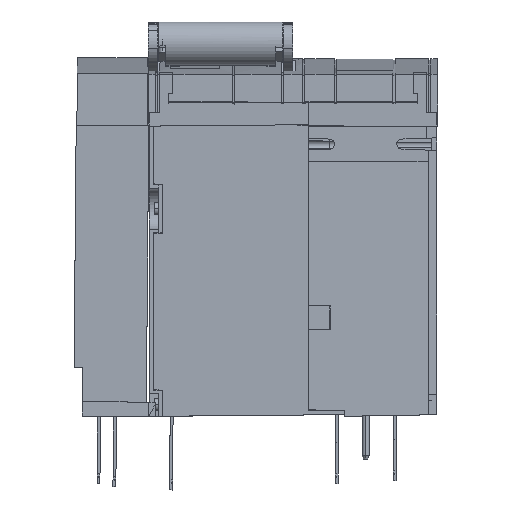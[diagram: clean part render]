
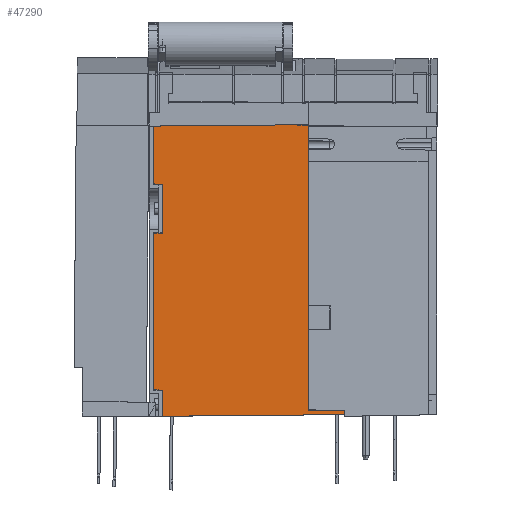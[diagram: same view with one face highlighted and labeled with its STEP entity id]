
A CAD part, left-side view. The second image highlights one B-rep face of the part: STEP entity #47290.
In plain terms, the highlighted planar face has unit normal (-1, 0, 0).
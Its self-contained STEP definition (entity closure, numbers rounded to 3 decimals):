
#46774=DIRECTION('',(0.,0.,1.));
#46775=VECTOR('',#46774,33.516);
#46776=CARTESIAN_POINT('',(-40.898,-122.203,
-13.938));
#46777=LINE('',#46776,#46775);
#46781=DIRECTION('',(0.,0.999,0.052));
#46782=VECTOR('',#46781,6.008);
#46783=CARTESIAN_POINT('',(-40.898,-122.203,
19.578));
#46784=LINE('',#46783,#46782);
#46788=DIRECTION('',(0.,0.,1.));
#46789=VECTOR('',#46788,39.909);
#46790=CARTESIAN_POINT('',(-40.898,-116.203,
19.893));
#46791=LINE('',#46790,#46789);
#46795=DIRECTION('',(0.,-1.,0.));
#46796=VECTOR('',#46795,4.2);
#46797=CARTESIAN_POINT('',(-40.898,-116.203,
59.802));
#46798=LINE('',#46797,#46796);
#46802=DIRECTION('',(0.,-1.,0.009));
#46803=VECTOR('',#46802,102.304);
#46804=CARTESIAN_POINT('',(-40.898,-120.403,
59.803));
#46805=LINE('',#46804,#46803);
#46809=DIRECTION('',(0.,0.,-1.));
#46810=VECTOR('',#46809,196.897);
#46811=CARTESIAN_POINT('',(-40.898,-222.703,
60.697));
#46812=LINE('',#46811,#46810);
#46816=DIRECTION('',(0.,-1.,
0.));
#46817=VECTOR('',#46816,25.);
#46818=CARTESIAN_POINT('',(-40.897,-222.703,
-136.2));
#46819=LINE('',#46818,#46817);
#46823=DIRECTION('',(0.,0.,-1.));
#46824=VECTOR('',#46823,2.853);
#46825=CARTESIAN_POINT('',(-40.897,-247.703,-136.2));
#46826=LINE('',#46825,#46824);
#46830=DIRECTION('',(0.,1.,-0.009));
#46831=VECTOR('',#46830,125.505);
#46832=CARTESIAN_POINT('',(-40.897,-247.703,
-139.053));
#46833=LINE('',#46832,#46831);
#46837=DIRECTION('',(0.,0.,1.));
#46838=VECTOR('',#46837,17.947);
#46839=CARTESIAN_POINT('',(-40.897,-122.203,
-140.147));
#46840=LINE('',#46839,#46838);
#46844=DIRECTION('',(0.,0.999,0.052));
#46845=VECTOR('',#46844,6.008);
#46846=CARTESIAN_POINT('',(-40.897,-122.203,
-122.2));
#46847=LINE('',#46846,#46845);
#46851=DIRECTION('',(0.,0.,1.));
#46852=VECTOR('',#46851,107.633);
#46853=CARTESIAN_POINT('',(-40.897,-116.203,
-121.886));
#46854=LINE('',#46853,#46852);
#46858=DIRECTION('',(0.,-0.999,0.052));
#46859=VECTOR('',#46858,6.008);
#46860=CARTESIAN_POINT('',(-40.898,-116.203,
-14.252));
#46861=LINE('',#46860,#46859);
#47175=CARTESIAN_POINT('',(-40.898,-122.203,
-13.938));
#47176=CARTESIAN_POINT('',(-40.898,-122.203,
19.578));
#47177=VERTEX_POINT('',#47175);
#47178=VERTEX_POINT('',#47176);
#47179=CARTESIAN_POINT('',(-40.898,-116.203,
19.893));
#47180=VERTEX_POINT('',#47179);
#47181=CARTESIAN_POINT('',(-40.898,-222.703,
60.697));
#47182=CARTESIAN_POINT('',(-40.897,-222.703,
-136.2));
#47183=VERTEX_POINT('',#47181);
#47184=VERTEX_POINT('',#47182);
#47185=CARTESIAN_POINT('',(-40.897,-247.703,-136.2));
#47186=VERTEX_POINT('',#47185);
#47187=CARTESIAN_POINT('',(-40.897,-247.703,
-139.053));
#47188=VERTEX_POINT('',#47187);
#47189=CARTESIAN_POINT('',(-40.897,-122.203,
-140.147));
#47190=VERTEX_POINT('',#47189);
#47191=CARTESIAN_POINT('',(-40.897,-122.203,
-122.2));
#47192=VERTEX_POINT('',#47191);
#47193=CARTESIAN_POINT('',(-40.897,-116.203,
-121.886));
#47194=VERTEX_POINT('',#47193);
#47195=CARTESIAN_POINT('',(-40.898,-116.203,
-14.252));
#47196=VERTEX_POINT('',#47195);
#47235=CARTESIAN_POINT('',(-40.898,-116.203,
59.802));
#47236=VERTEX_POINT('',#47235);
#47237=CARTESIAN_POINT('',(-40.898,-120.403,
59.803));
#47238=VERTEX_POINT('',#47237);
#47257=CARTESIAN_POINT('',(-40.897,-247.803,
-140.5));
#47258=DIRECTION('',(-1.,0.,0.));
#47259=DIRECTION('',(0.,0.,1.));
#47260=AXIS2_PLACEMENT_3D('',#47257,#47258,#47259);
#47261=PLANE('',#47260);
#47263=ORIENTED_EDGE('',*,*,#47262,.T.);
#47265=ORIENTED_EDGE('',*,*,#47264,.T.);
#47267=ORIENTED_EDGE('',*,*,#47266,.T.);
#47269=ORIENTED_EDGE('',*,*,#47268,.T.);
#47271=ORIENTED_EDGE('',*,*,#47270,.T.);
#47273=ORIENTED_EDGE('',*,*,#47272,.T.);
#47275=ORIENTED_EDGE('',*,*,#47274,.T.);
#47277=ORIENTED_EDGE('',*,*,#47276,.T.);
#47279=ORIENTED_EDGE('',*,*,#47278,.T.);
#47281=ORIENTED_EDGE('',*,*,#47280,.T.);
#47283=ORIENTED_EDGE('',*,*,#47282,.T.);
#47285=ORIENTED_EDGE('',*,*,#47284,.T.);
#47287=ORIENTED_EDGE('',*,*,#47286,.T.);
#47288=EDGE_LOOP('',(#47263,#47265,#47267,#47269,#47271,#47273,#47275,#47277,
#47279,#47281,#47283,#47285,#47287));
#47289=FACE_OUTER_BOUND('',#47288,.F.);
#47262=EDGE_CURVE('',#47177,#47178,#46777,.T.);
#47264=EDGE_CURVE('',#47178,#47180,#46784,.T.);
#47266=EDGE_CURVE('',#47180,#47236,#46791,.T.);
#47268=EDGE_CURVE('',#47236,#47238,#46798,.T.);
#47270=EDGE_CURVE('',#47238,#47183,#46805,.T.);
#47272=EDGE_CURVE('',#47183,#47184,#46812,.T.);
#47274=EDGE_CURVE('',#47184,#47186,#46819,.T.);
#47276=EDGE_CURVE('',#47186,#47188,#46826,.T.);
#47278=EDGE_CURVE('',#47188,#47190,#46833,.T.);
#47280=EDGE_CURVE('',#47190,#47192,#46840,.T.);
#47282=EDGE_CURVE('',#47192,#47194,#46847,.T.);
#47284=EDGE_CURVE('',#47194,#47196,#46854,.T.);
#47286=EDGE_CURVE('',#47196,#47177,#46861,.T.);
#47290=ADVANCED_FACE('',(#47289),#47261,.T.);
